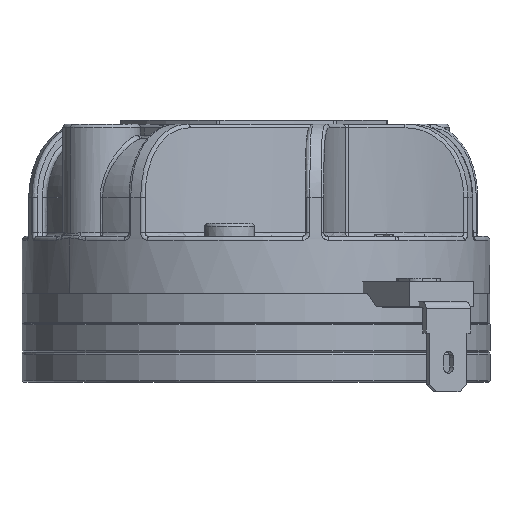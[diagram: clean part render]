
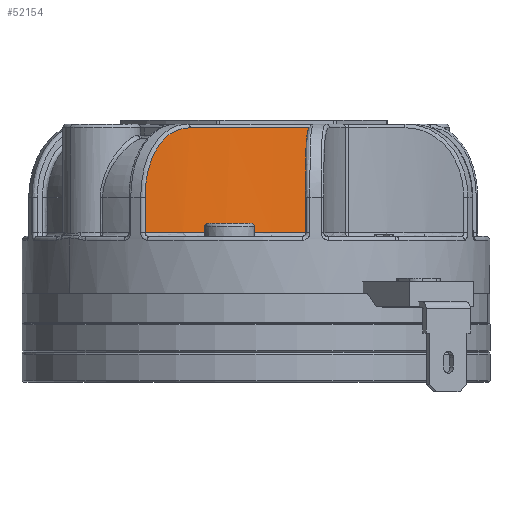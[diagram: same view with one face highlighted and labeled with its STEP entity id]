
A CAD part, front view. The second image highlights one B-rep face of the part: STEP entity #52154.
In plain terms, the highlighted cylindrical face has radius 50 mm (diameter 100 mm), a partial arc.
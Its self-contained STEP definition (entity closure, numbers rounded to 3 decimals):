
#928 = DIRECTION ( 'NONE',  ( 0., -1., 0. ) ) ;
#1011 = CARTESIAN_POINT ( 'NONE',  ( 12.948, 13.7, 28.859 ) ) ;
#5311 = CARTESIAN_POINT ( 'NONE',  ( 12.628, 26.114, 25.805 ) ) ;
#5842 = CARTESIAN_POINT ( 'NONE',  ( 12.833, 23.074, 27.954 ) ) ;
#7138 = VERTEX_POINT ( 'NONE', #96781 ) ;
#13885 = ORIENTED_EDGE ( 'NONE', *, *, #73051, .T. ) ;
#14378 = CARTESIAN_POINT ( 'NONE',  ( 62.493, 13.7, 22.132 ) ) ;
#19361 = CARTESIAN_POINT ( 'NONE',  ( 12.512, 28.064, 20.782 ) ) ;
#20989 = CYLINDRICAL_SURFACE ( 'NONE', #90998, 50. ) ;
#21702 = CARTESIAN_POINT ( 'NONE',  ( 12.919, 20.864, 28.645 ) ) ;
#22482 = VERTEX_POINT ( 'NONE', #54330 ) ;
#22754 = CARTESIAN_POINT ( 'NONE',  ( 12.676, 25.495, 26.412 ) ) ;
#23288 = CARTESIAN_POINT ( 'NONE',  ( 12.942, 19.724, 28.816 ) ) ;
#25060 = VERTEX_POINT ( 'NONE', #69879 ) ;
#26418 = DIRECTION ( 'NONE',  ( 0., 0., -1. ) ) ;
#30152 = CARTESIAN_POINT ( 'NONE',  ( 12.948, 18.564, 28.858 ) ) ;
#30596 = VECTOR ( 'NONE', #928, 1000. ) ;
#30871 = EDGE_LOOP ( 'NONE', ( #71953, #32718, #13885, #101241, #83217 ) ) ;
#31292 = B_SPLINE_CURVE_WITH_KNOTS ( 'NONE', 3,
 ( #19361, #51537, #75838, #35677, #67914, #100069, #59990, #92131, #86093, #55490, #101914, #5311, #71341, #22754, #54947, #31726, #39082, #5842, #87152, #47528, #21702, #23288, #69739, #30152 ),
 .UNSPECIFIED., .F., .F.,
 ( 4, 2, 2, 2, 2, 2, 2, 2, 2, 2, 2, 4 ),
 ( 0., 0.001, 0.002, 0.003, 0.004, 0.005, 0.006, 0.007, 0.009, 0.01, 0.012, 0.014 ),
 .UNSPECIFIED. ) ;
#31726 = CARTESIAN_POINT ( 'NONE',  ( 12.743, 24.581, 27.133 ) ) ;
#32718 = ORIENTED_EDGE ( 'NONE', *, *, #75192, .T. ) ;
#34228 = CIRCLE ( 'NONE', #66290, 50. ) ;
#35677 = CARTESIAN_POINT ( 'NONE',  ( 12.493, 27.982, 21.946 ) ) ;
#39082 = CARTESIAN_POINT ( 'NONE',  ( 12.775, 24.094, 27.436 ) ) ;
#42810 = VERTEX_POINT ( 'NONE', #1011 ) ;
#47528 = CARTESIAN_POINT ( 'NONE',  ( 12.902, 21.43, 28.517 ) ) ;
#47596 = DIRECTION ( 'NONE',  ( 0., 0., -1. ) ) ;
#47772 = EDGE_CURVE ( 'NONE', #25060, #56061, #74795, .T. ) ;
#51537 = CARTESIAN_POINT ( 'NONE',  ( 12.504, 28.064, 21.075 ) ) ;
#52154 = ADVANCED_FACE ( 'NONE', ( #101213 ), #20989, .F. ) ;
#54330 = CARTESIAN_POINT ( 'NONE',  ( 12.948, 18.564, 28.858 ) ) ;
#54947 = CARTESIAN_POINT ( 'NONE',  ( 12.693, 25.272, 26.602 ) ) ;
#55490 = CARTESIAN_POINT ( 'NONE',  ( 12.583, 26.663, 25.135 ) ) ;
#56061 = VERTEX_POINT ( 'NONE', #97136 ) ;
#57064 = CARTESIAN_POINT ( 'NONE',  ( 62.493, 28.064, 22.132 ) ) ;
#57346 = EDGE_CURVE ( 'NONE', #56061, #7138, #74555, .T. ) ;
#59990 = CARTESIAN_POINT ( 'NONE',  ( 12.513, 27.532, 23.626 ) ) ;
#65386 = LINE ( 'NONE', #83245, #30596 ) ;
#66121 = AXIS2_PLACEMENT_3D ( 'NONE', #57064, #89216, #26418 ) ;
#66290 = AXIS2_PLACEMENT_3D ( 'NONE', #14378, #95650, #47596 ) ;
#66875 = CARTESIAN_POINT ( 'NONE',  ( 16.767, -27.419, 1.907 ) ) ;
#67914 = CARTESIAN_POINT ( 'NONE',  ( 12.493, 27.931, 22.236 ) ) ;
#69739 = CARTESIAN_POINT ( 'NONE',  ( 12.948, 19.147, 28.858 ) ) ;
#69879 = CARTESIAN_POINT ( 'NONE',  ( 16.767, 13.7, 1.907 ) ) ;
#71341 = CARTESIAN_POINT ( 'NONE',  ( 12.644, 25.915, 26.014 ) ) ;
#71953 = ORIENTED_EDGE ( 'NONE', *, *, #57346, .T. ) ;
#73051 = EDGE_CURVE ( 'NONE', #22482, #42810, #65386, .T. ) ;
#74555 = CIRCLE ( 'NONE', #66121, 50. ) ;
#74795 = LINE ( 'NONE', #66875, #90717 ) ;
#75192 = EDGE_CURVE ( 'NONE', #7138, #22482, #31292, .T. ) ;
#75838 = CARTESIAN_POINT ( 'NONE',  ( 12.498, 28.048, 21.367 ) ) ;
#78532 = DIRECTION ( 'NONE',  ( 0., 0., 1. ) ) ;
#79577 = CARTESIAN_POINT ( 'NONE',  ( 62.493, -27.419, 22.132 ) ) ;
#83217 = ORIENTED_EDGE ( 'NONE', *, *, #47772, .T. ) ;
#83245 = CARTESIAN_POINT ( 'NONE',  ( 12.948, -27.419, 28.859 ) ) ;
#86093 = CARTESIAN_POINT ( 'NONE',  ( 12.556, 26.987, 24.652 ) ) ;
#87152 = CARTESIAN_POINT ( 'NONE',  ( 12.859, 22.54, 28.169 ) ) ;
#88193 = DIRECTION ( 'NONE',  ( 0., 1., 0. ) ) ;
#89216 = DIRECTION ( 'NONE',  ( 0., 1., 0. ) ) ;
#90717 = VECTOR ( 'NONE', #88193, 1000. ) ;
#90998 = AXIS2_PLACEMENT_3D ( 'NONE', #79577, #95384, #78532 ) ;
#92131 = CARTESIAN_POINT ( 'NONE',  ( 12.544, 27.136, 24.399 ) ) ;
#95384 = DIRECTION ( 'NONE',  ( 0., 1., 0. ) ) ;
#95650 = DIRECTION ( 'NONE',  ( 0., -1., 0. ) ) ;
#96781 = CARTESIAN_POINT ( 'NONE',  ( 12.512, 28.064, 20.782 ) ) ;
#97136 = CARTESIAN_POINT ( 'NONE',  ( 16.767, 28.064, 1.907 ) ) ;
#97372 = EDGE_CURVE ( 'NONE', #42810, #25060, #34228, .T. ) ;
#100069 = CARTESIAN_POINT ( 'NONE',  ( 12.499, 27.731, 23.086 ) ) ;
#101213 = FACE_OUTER_BOUND ( 'NONE', #30871, .T. ) ;
#101241 = ORIENTED_EDGE ( 'NONE', *, *, #97372, .T. ) ;
#101914 = CARTESIAN_POINT ( 'NONE',  ( 12.598, 26.488, 25.366 ) ) ;
